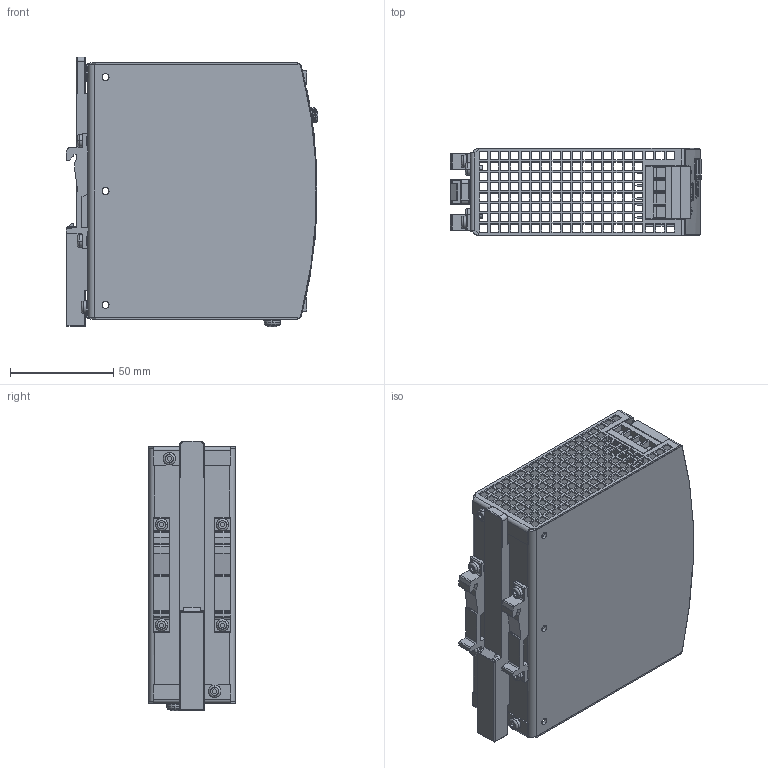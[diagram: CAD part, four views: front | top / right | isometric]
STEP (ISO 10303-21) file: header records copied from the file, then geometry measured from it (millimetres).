
FILE_DESCRIPTION((''),'2;1');
FILE_NAME('CAD-7207_CD10_241_SW0001','2021-03-24T09:51:39',('creinig-se'),(''),'CREO PARAMETRIC BY PTC INC, 2019292','CREO PARAMETRIC BY PTC INC, 2019292','');
FILE_SCHEMA(('CONFIG_CONTROL_DESIGN','SHAPE_APPEARANCE_LAYERS_GROUPS'));
Products named in the file (1): CAD-7207_CD10_241_SW0001
Bounding box: 121.97 x 42 x 130.77 mm (x, y, z)
Volume: 78403.5 mm3; surface area: 97135.9 mm2
Topology: 2 solids, 2 shells, 2703 faces, 7649 edges, 5059 vertices
Faces by surface type: plane 1972, extrusion 328, cylinder 305, torus 33, cone 31, bspline 21, sphere 13
Entity records: 118951 total; most frequent: CARTESIAN_POINT 28077, ORIENTED_EDGE 15268, DIRECTION 12734, EDGE_CURVE 7634, VECTOR 6144, LINE 5816, VERTEX_POINT 5053, EDGE_LOOP 3403
